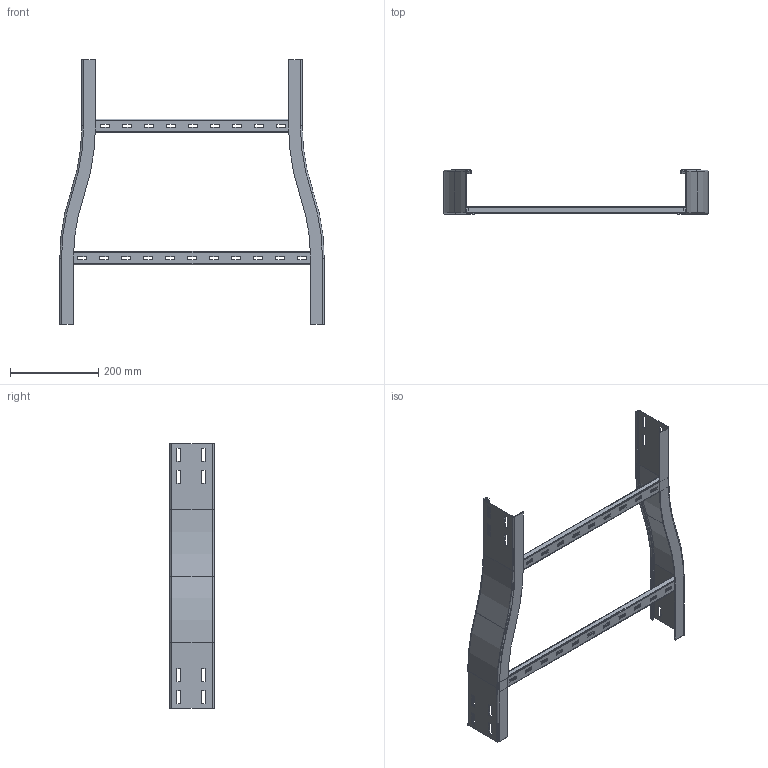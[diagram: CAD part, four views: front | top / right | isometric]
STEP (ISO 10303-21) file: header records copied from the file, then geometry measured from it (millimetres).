
FILE_DESCRIPTION(/* description */ (''),/* implementation_level */ '2;1');
FILE_NAME(/* name */ 'RDSC600_500H100.stp',/* time_stamp */ '2020-03-25T13:34:54+01:00',/* author */ ('stanislaw.luczak'),/* organization */ (''),/* preprocessor_version */ 'ST-DEVELOPER v18',/* originating_system */ 'Autodesk Inventor 2020',/* authorisation */ '');
FILE_SCHEMA (('AUTOMOTIVE_DESIGN { 1 0 10303 214 3 1 1 }'));
Length unit declared in the file: millimetre
Products named in the file (5): RDSC600_500H45; LDC...H45N wewnętrzny; LDC...H45N wewnętrzny_1; szczebel 30x15x490; szczebel 30x15x590
Assembly tree (4 placements, depth 2):
  RDSC600_500H45
    LDC...H45N wewnętrzny
    LDC...H45N wewnętrzny_1
    szczebel 30x15x490
    szczebel 30x15x590
Bounding box: 600 x 100 x 600 mm (x, y, z)
Volume: 434718.5 mm3; surface area: 481467.7 mm2
Topology: 4 solids, 4 shells, 334 faces, 854 edges, 528 vertices
Faces by surface type: plane 250, cylinder 60, torus 24
Entity records: 10207 total; most frequent: CARTESIAN_POINT 1725, ORIENTED_EDGE 1708, DIRECTION 1696, EDGE_CURVE 854, LINE 698, VECTOR 698, VERTEX_POINT 528, AXIS2_PLACEMENT_3D 499
